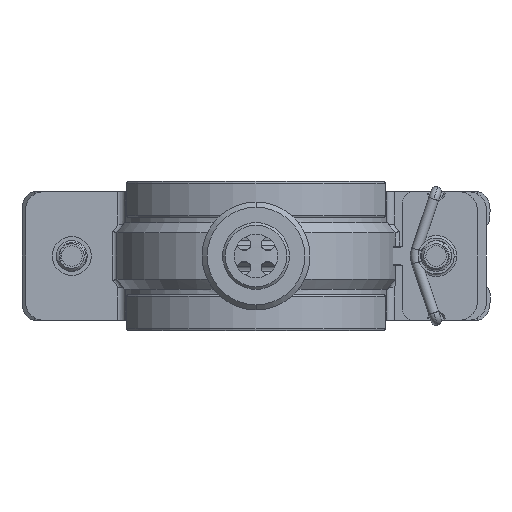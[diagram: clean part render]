
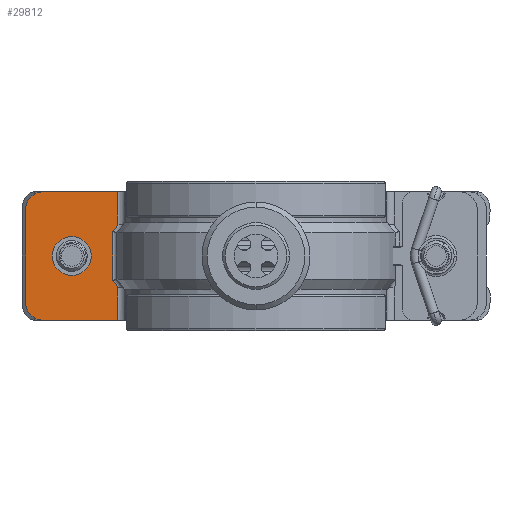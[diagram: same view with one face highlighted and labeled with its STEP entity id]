
A CAD part, front view. The second image highlights one B-rep face of the part: STEP entity #29812.
In plain terms, the highlighted planar face has unit normal (0, -1, 0).
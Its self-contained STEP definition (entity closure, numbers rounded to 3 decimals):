
#253 = EDGE_CURVE ( 'NONE', #17440, #27843, #30247, .T. ) ;
#299 = ORIENTED_EDGE ( 'NONE', *, *, #34891, .F. ) ;
#737 = CARTESIAN_POINT ( 'NONE',  ( -27.123, -4.25, 5.707 ) ) ;
#899 = EDGE_CURVE ( 'NONE', #31327, #25506, #30230, .T. ) ;
#1306 = LINE ( 'NONE', #21071, #10256 ) ;
#1338 = CARTESIAN_POINT ( 'NONE',  ( -44.845, -4.25, -9. ) ) ;
#1775 = CARTESIAN_POINT ( 'NONE',  ( -41.345, -4.25, 9. ) ) ;
#3555 = EDGE_CURVE ( 'NONE', #10106, #8630, #4743, .T. ) ;
#3647 = AXIS2_PLACEMENT_3D ( 'NONE', #32371, #15417, #19111 ) ;
#3732 = CARTESIAN_POINT ( 'NONE',  ( -27.837, -4.25, -4.765 ) ) ;
#3934 = EDGE_CURVE ( 'NONE', #19224, #8525, #31716, .T. ) ;
#4216 = CARTESIAN_POINT ( 'NONE',  ( -35.845, -4.25, -3.8 ) ) ;
#4743 = CIRCLE ( 'NONE', #19032, 3.5 ) ;
#5384 = VERTEX_POINT ( 'NONE', #26773 ) ;
#5445 = CARTESIAN_POINT ( 'NONE',  ( -27.837, -4.25, 12.5 ) ) ;
#5524 = ORIENTED_EDGE ( 'NONE', *, *, #30187, .T. ) ;
#5631 = LINE ( 'NONE', #5445, #21641 ) ;
#5754 = VERTEX_POINT ( 'NONE', #20960 ) ;
#6892 = DIRECTION ( 'NONE',  ( 1., 0., 0. ) ) ;
#6930 = CARTESIAN_POINT ( 'NONE',  ( -44.845, -4.25, 9. ) ) ;
#7201 = CARTESIAN_POINT ( 'NONE',  ( -26.892, -4.25, 12.5 ) ) ;
#7386 = DIRECTION ( 'NONE',  ( 0., 0., -1. ) ) ;
#7629 = EDGE_CURVE ( 'NONE', #8630, #5754, #18079, .T. ) ;
#7679 = VERTEX_POINT ( 'NONE', #11152 ) ;
#8090 = VECTOR ( 'NONE', #8240, 1000. ) ;
#8240 = DIRECTION ( 'NONE',  ( 0., 0., -1. ) ) ;
#8525 = VERTEX_POINT ( 'NONE', #19641 ) ;
#8630 = VERTEX_POINT ( 'NONE', #25809 ) ;
#10106 = VERTEX_POINT ( 'NONE', #1338 ) ;
#10256 = VECTOR ( 'NONE', #6892, 1000. ) ;
#10705 = DIRECTION ( 'NONE',  ( 0., 0., 1. ) ) ;
#10845 = ORIENTED_EDGE ( 'NONE', *, *, #12476, .T. ) ;
#10938 = EDGE_LOOP ( 'NONE', ( #19366, #16349, #10845, #22951, #299, #15333, #16570, #5524, #34400, #35124 ) ) ;
#11152 = CARTESIAN_POINT ( 'NONE',  ( -41.345, -4.25, 12.5 ) ) ;
#11790 = DIRECTION ( 'NONE',  ( 0., -1., 0. ) ) ;
#12381 = AXIS2_PLACEMENT_3D ( 'NONE', #23907, #20917, #29490 ) ;
#12476 = EDGE_CURVE ( 'NONE', #25506, #19224, #5631, .T. ) ;
#14329 = CARTESIAN_POINT ( 'NONE',  ( -27.837, -4.25, 4.765 ) ) ;
#14917 = CARTESIAN_POINT ( 'NONE',  ( -27.752, -4.25, -4.877 ) ) ;
#15270 = ORIENTED_EDGE ( 'NONE', *, *, #31664, .T. ) ;
#15333 = ORIENTED_EDGE ( 'NONE', *, *, #18021, .F. ) ;
#15417 = DIRECTION ( 'NONE',  ( 0., 1., 0. ) ) ;
#16165 = DIRECTION ( 'NONE',  ( 0., 0., 1. ) ) ;
#16349 = ORIENTED_EDGE ( 'NONE', *, *, #899, .T. ) ;
#16570 = ORIENTED_EDGE ( 'NONE', *, *, #20894, .T. ) ;
#16936 = VERTEX_POINT ( 'NONE', #6930 ) ;
#17005 = DIRECTION ( 'NONE',  ( 0., 0., 1. ) ) ;
#17348 = CARTESIAN_POINT ( 'NONE',  ( -27.584, -4.25, -5.099 ) ) ;
#17440 = VERTEX_POINT ( 'NONE', #4216 ) ;
#17596 = AXIS2_PLACEMENT_3D ( 'NONE', #1775, #21530, #10705 ) ;
#18005 = DIRECTION ( 'NONE',  ( 0., 0., -1. ) ) ;
#18021 = EDGE_CURVE ( 'NONE', #7679, #5384, #1306, .T. ) ;
#18079 = LINE ( 'NONE', #29446, #24404 ) ;
#18423 = PLANE ( 'NONE',  #31890 ) ;
#19032 = AXIS2_PLACEMENT_3D ( 'NONE', #29481, #11790, #23721 ) ;
#19111 = DIRECTION ( 'NONE',  ( 0., 0., 1. ) ) ;
#19224 = VERTEX_POINT ( 'NONE', #14329 ) ;
#19366 = ORIENTED_EDGE ( 'NONE', *, *, #20808, .F. ) ;
#19641 = CARTESIAN_POINT ( 'NONE',  ( -26.892, -4.25, 6.011 ) ) ;
#20323 = CARTESIAN_POINT ( 'NONE',  ( -26.892, -4.25, -6.011 ) ) ;
#20499 = CARTESIAN_POINT ( 'NONE',  ( -27.837, -4.25, 4.765 ) ) ;
#20808 = EDGE_CURVE ( 'NONE', #31327, #5754, #34957, .T. ) ;
#20894 = EDGE_CURVE ( 'NONE', #7679, #16936, #25954, .T. ) ;
#20917 = DIRECTION ( 'NONE',  ( 0., 1., 0. ) ) ;
#20960 = CARTESIAN_POINT ( 'NONE',  ( -26.892, -4.25, -12.5 ) ) ;
#21053 = CARTESIAN_POINT ( 'NONE',  ( -27.752, -4.25, 4.877 ) ) ;
#21071 = CARTESIAN_POINT ( 'NONE',  ( -44.845, -4.25, 12.5 ) ) ;
#21530 = DIRECTION ( 'NONE',  ( 0., -1., 0. ) ) ;
#21641 = VECTOR ( 'NONE', #17005, 1000. ) ;
#22945 = CARTESIAN_POINT ( 'NONE',  ( -27.123, -4.25, -5.707 ) ) ;
#22951 = ORIENTED_EDGE ( 'NONE', *, *, #3934, .T. ) ;
#23721 = DIRECTION ( 'NONE',  ( 0., 0., 1. ) ) ;
#23856 = CARTESIAN_POINT ( 'NONE',  ( -26.892, -4.25, 6.011 ) ) ;
#23907 = CARTESIAN_POINT ( 'NONE',  ( -35.845, -4.25, 0. ) ) ;
#24185 = LINE ( 'NONE', #7201, #29972 ) ;
#24213 = CARTESIAN_POINT ( 'NONE',  ( -44.845, -4.25, 12.5 ) ) ;
#24404 = VECTOR ( 'NONE', #29810, 1000. ) ;
#25506 = VERTEX_POINT ( 'NONE', #36496 ) ;
#25809 = CARTESIAN_POINT ( 'NONE',  ( -41.345, -4.25, -12.5 ) ) ;
#25954 = CIRCLE ( 'NONE', #17596, 3.5 ) ;
#26265 = CARTESIAN_POINT ( 'NONE',  ( -27.353, -4.25, 5.403 ) ) ;
#26773 = CARTESIAN_POINT ( 'NONE',  ( -26.892, -4.25, 12.5 ) ) ;
#26975 = EDGE_LOOP ( 'NONE', ( #15270, #33223 ) ) ;
#27177 = CARTESIAN_POINT ( 'NONE',  ( -35.845, -4.25, 3.8 ) ) ;
#27189 = DIRECTION ( 'NONE',  ( 0., 1., 0. ) ) ;
#27843 = VERTEX_POINT ( 'NONE', #27177 ) ;
#29074 = CARTESIAN_POINT ( 'NONE',  ( -27.584, -4.25, 5.099 ) ) ;
#29446 = CARTESIAN_POINT ( 'NONE',  ( -44.845, -4.25, -12.5 ) ) ;
#29481 = CARTESIAN_POINT ( 'NONE',  ( -41.345, -4.25, -9. ) ) ;
#29490 = DIRECTION ( 'NONE',  ( 0., 0., 1. ) ) ;
#29611 = FACE_OUTER_BOUND ( 'NONE', #10938, .T. ) ;
#29810 = DIRECTION ( 'NONE',  ( 1., 0., 0. ) ) ;
#29812 = ADVANCED_FACE ( 'NONE', ( #29611, #29983 ), #18423, .F. ) ;
#29972 = VECTOR ( 'NONE', #7386, 1000. ) ;
#29983 = FACE_BOUND ( 'NONE', #26975, .T. ) ;
#30187 = EDGE_CURVE ( 'NONE', #16936, #10106, #34160, .T. ) ;
#30230 = B_SPLINE_CURVE_WITH_KNOTS ( 'NONE', 3,
 ( #20323, #22945, #34313, #17348, #32245, #14917, #3732 ),
 .UNSPECIFIED., .F., .F.,
 ( 4, 3, 4 ),
 ( 0., 0.001, 0.002 ),
 .UNSPECIFIED. ) ;
#30247 = CIRCLE ( 'NONE', #12381, 3.8 ) ;
#31017 = CIRCLE ( 'NONE', #3647, 3.8 ) ;
#31327 = VERTEX_POINT ( 'NONE', #31399 ) ;
#31399 = CARTESIAN_POINT ( 'NONE',  ( -26.892, -4.25, -6.011 ) ) ;
#31664 = EDGE_CURVE ( 'NONE', #27843, #17440, #31017, .T. ) ;
#31716 = B_SPLINE_CURVE_WITH_KNOTS ( 'NONE', 3,
 ( #20499, #21053, #32048, #29074, #26265, #737, #23856 ),
 .UNSPECIFIED., .F., .F.,
 ( 4, 3, 4 ),
 ( 0., 0., 0.002 ),
 .UNSPECIFIED. ) ;
#31890 = AXIS2_PLACEMENT_3D ( 'NONE', #24213, #27189, #16165 ) ;
#32048 = CARTESIAN_POINT ( 'NONE',  ( -27.668, -4.25, 4.988 ) ) ;
#32161 = CARTESIAN_POINT ( 'NONE',  ( -26.892, -4.25, 12.5 ) ) ;
#32245 = CARTESIAN_POINT ( 'NONE',  ( -27.668, -4.25, -4.988 ) ) ;
#32371 = CARTESIAN_POINT ( 'NONE',  ( -35.845, -4.25, 0. ) ) ;
#33223 = ORIENTED_EDGE ( 'NONE', *, *, #253, .T. ) ;
#33660 = VECTOR ( 'NONE', #18005, 1000. ) ;
#33791 = CARTESIAN_POINT ( 'NONE',  ( -44.845, -4.25, 12.5 ) ) ;
#34160 = LINE ( 'NONE', #33791, #8090 ) ;
#34313 = CARTESIAN_POINT ( 'NONE',  ( -27.353, -4.25, -5.403 ) ) ;
#34400 = ORIENTED_EDGE ( 'NONE', *, *, #3555, .T. ) ;
#34891 = EDGE_CURVE ( 'NONE', #5384, #8525, #24185, .T. ) ;
#34957 = LINE ( 'NONE', #32161, #33660 ) ;
#35124 = ORIENTED_EDGE ( 'NONE', *, *, #7629, .T. ) ;
#36496 = CARTESIAN_POINT ( 'NONE',  ( -27.837, -4.25, -4.765 ) ) ;
